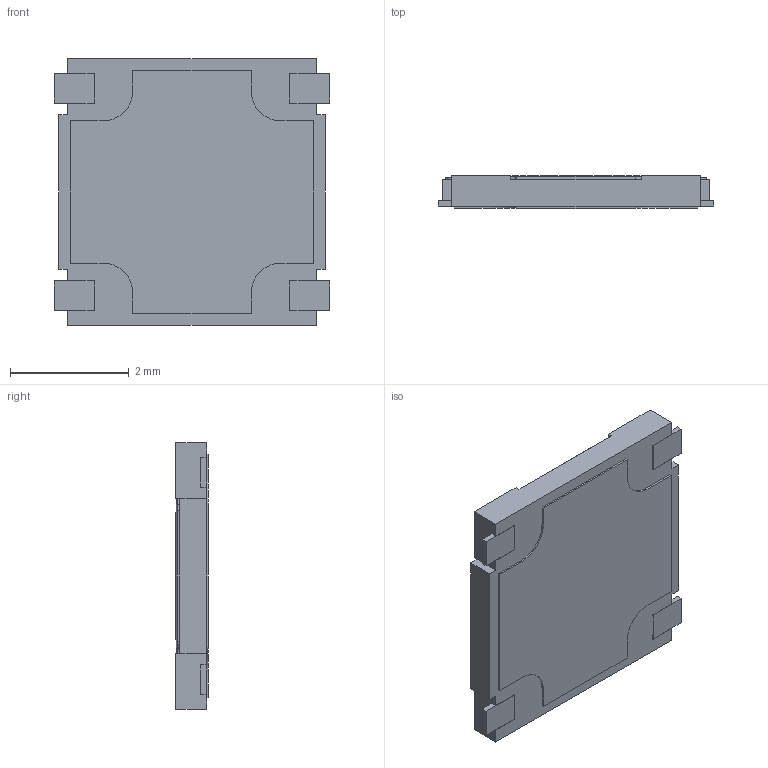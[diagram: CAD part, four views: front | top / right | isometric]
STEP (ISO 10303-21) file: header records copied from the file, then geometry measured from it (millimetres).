
FILE_DESCRIPTION( ( 'STEP AP214' ), ' ' );
FILE_NAME( 'psolqas09481911512.stp', '2017-10-30T08:48:19', ( '' ), ( '' ), ' ', 'PARTsolutions', ' ' );
FILE_SCHEMA( ( 'AUTOMOTIVE_DESIGN { 1 0 10303 214 1 1 1 1 }' ) );
Length unit declared in the file: metre
Products named in the file (1): 1
Bounding box: 4.65 x 0.55 x 4.5 mm (x, y, z)
Volume: 10.3 mm3; surface area: 50.9 mm2
Topology: 1 solids, 1 shells, 126 faces, 351 edges, 230 vertices
Faces by surface type: plane 101, cylinder 24, cone 1
Entity records: 3999 total; most frequent: CARTESIAN_POINT 707, ORIENTED_EDGE 700, DIRECTION 654, EDGE_CURVE 350, LINE 300, VECTOR 300, VERTEX_POINT 230, AXIS2_PLACEMENT_3D 177
